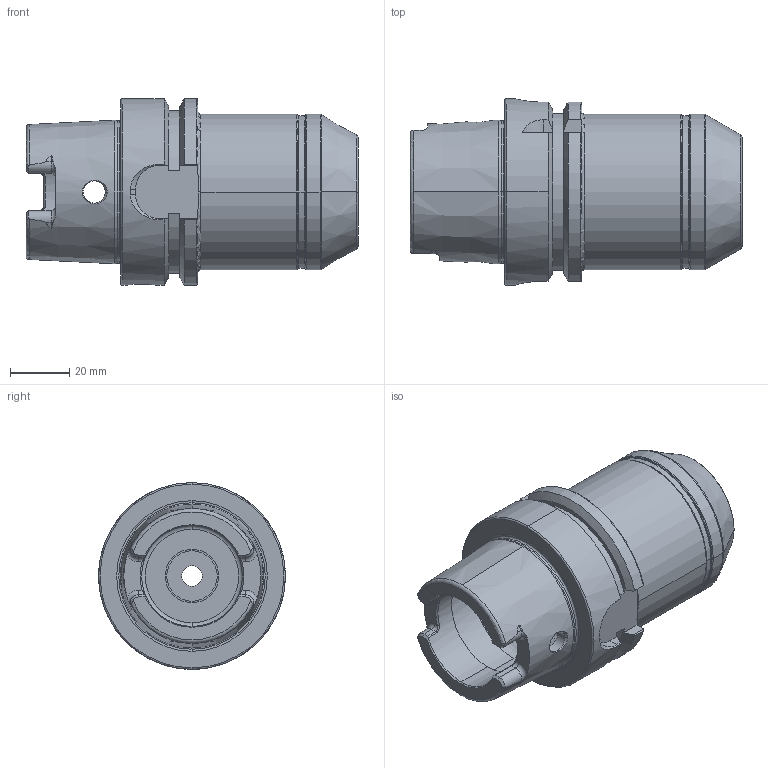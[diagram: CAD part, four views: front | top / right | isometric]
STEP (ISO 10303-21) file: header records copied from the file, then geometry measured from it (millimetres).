
FILE_DESCRIPTION((''),'2;1');
FILE_NAME('WQ002PE-HSK63A-HC0_75_P-3_149','2020-03-26T',('MYPC'),(''),'PRO/ENGINEER BY PARAMETRIC TECHNOLOGY CORPORATION, 2012130','PRO/ENGINEER BY PARAMETRIC TECHNOLOGY CORPORATION, 2012130','');
FILE_SCHEMA(('CONFIG_CONTROL_DESIGN'));
Length unit declared in the file: inch
Products named in the file (1): WQ002PE-HSK63A-HC0_75_P-3_149
Bounding box: 112.01 x 63 x 63 mm (x, y, z)
Volume: 176246.6 mm3; surface area: 33887 mm2
Topology: 1 solids, 2 shells, 188 faces, 464 edges, 282 vertices
Faces by surface type: plane 57, cylinder 55, cone 41, torus 31, bspline 4
Entity records: 6230 total; most frequent: CARTESIAN_POINT 1762, DIRECTION 942, ORIENTED_EDGE 924, EDGE_CURVE 464, AXIS2_PLACEMENT_3D 376, VERTEX_POINT 282, EDGE_LOOP 198, CIRCLE 191
